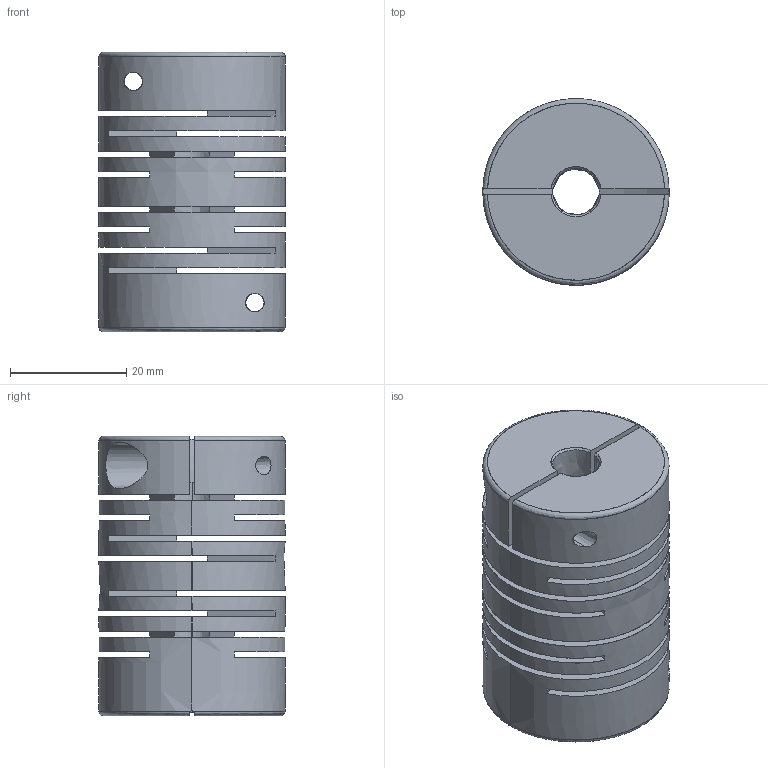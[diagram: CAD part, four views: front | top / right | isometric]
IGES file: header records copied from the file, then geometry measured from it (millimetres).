
Start section: SolidWorks IGES file using analytic representation for surfaces
Global section: file name: BCP32C 8-8.IGS; native system: SolidWorks 2015; preprocessor: SolidWorks 2015; author: samyong; date: 170324.095907; units: millimetre
Bounding box: 32 x 32 x 48 mm (x, y, z)
Surface area: 17978 mm2 (no closed solid volume)
Topology: 0 solids, 0 shells, 81 faces, 2253 edges, 2253 vertices
Faces by surface type: bspline 51, revolution 30
